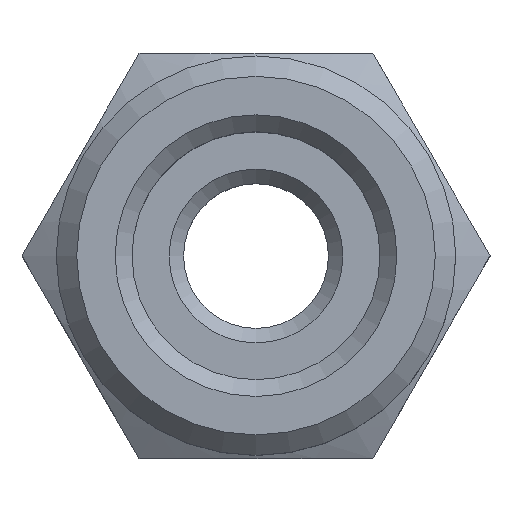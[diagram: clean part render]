
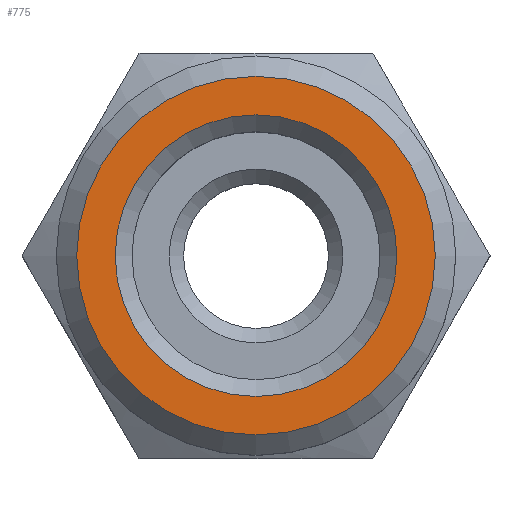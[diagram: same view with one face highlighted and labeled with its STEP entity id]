
A CAD part, top view. The second image highlights one B-rep face of the part: STEP entity #775.
In plain terms, the highlighted planar face has unit normal (0, 0, 1).
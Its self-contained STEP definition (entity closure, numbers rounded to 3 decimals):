
#79=ORIENTED_EDGE('',*,*,#195,.F.);
#80=ORIENTED_EDGE('',*,*,#196,.T.);
#195=EDGE_CURVE('',#253,#253,#299,.T.);
#196=EDGE_CURVE('',#254,#254,#300,.T.);
#253=VERTEX_POINT('',#1061);
#254=VERTEX_POINT('',#1063);
#299=CIRCLE('',#824,6.193);
#300=CIRCLE('',#825,4.864);
#333=EDGE_LOOP('',(#79));
#334=EDGE_LOOP('',(#80));
#403=FACE_BOUND('',#333,.T.);
#404=FACE_BOUND('',#334,.T.);
#472=PLANE('',#823);
#775=ADVANCED_FACE('',(#403,#404),#472,.F.);
#823=AXIS2_PLACEMENT_3D('',#1059,#903,#904);
#824=AXIS2_PLACEMENT_3D('',#1060,#905,#906);
#825=AXIS2_PLACEMENT_3D('',#1062,#907,#908);
#903=DIRECTION('',(0.,0.,-1.));
#904=DIRECTION('',(-1.,0.,0.));
#905=DIRECTION('',(0.,0.,-1.));
#906=DIRECTION('',(-1.,0.,0.));
#907=DIRECTION('',(0.,0.,-1.));
#908=DIRECTION('',(0.,1.,0.));
#1059=CARTESIAN_POINT('',(0.,0.,0.));
#1060=CARTESIAN_POINT('',(0.,0.,0.));
#1061=CARTESIAN_POINT('',(-6.193,0.,0.));
#1062=CARTESIAN_POINT('',(0.,0.,0.));
#1063=CARTESIAN_POINT('',(0.,4.864,0.));
